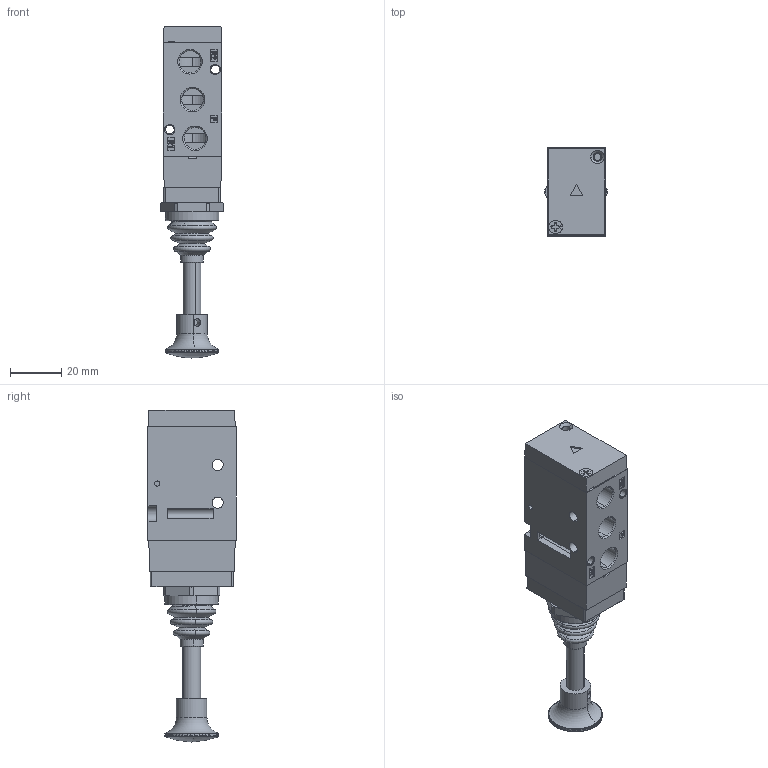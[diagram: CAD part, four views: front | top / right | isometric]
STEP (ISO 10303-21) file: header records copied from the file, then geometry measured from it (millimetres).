
FILE_DESCRIPTION (( 'STEP AP203' ), '1' );
FILE_NAME ('KMV310-S.STEP', '2013-01-31T01:25:37', ( '' ), ( '' ), 'SwSTEP 2.0', 'SolidWorks 2008', '' );
FILE_SCHEMA (( 'CONFIG_CONTROL_DESIGN' ));
Products named in the file (12): KMV310-S; Body_ル遽; BC_ル遽; BodyCover_ル遽; KMV-SWITCH_晦獄 撲薑; LEVER GUIDE_晦獄 撲薑; SHAFT_晦獄 撲薑; j-packing_ル遽; M24X3.5 NUT_晦獄 撲薑; BodyCoverBolt(M3xL10)_ル遽; HEAD_晦獄 撲薑; SemiPilot_ル遽
Assembly tree (13 placements, depth 3):
  KMV310-S
    KMV-SWITCH_晦獄 撲薑
      SHAFT_晦獄 撲薑
      BodyCoverBolt(M3xL10)_ル遽  x2
      HEAD_晦獄 撲薑
      M24X3.5 NUT_晦獄 撲薑
      LEVER GUIDE_晦獄 撲薑
      j-packing_ル遽
    Body_ル遽
    SemiPilot_ル遽
    BC_ル遽
      BodyCoverBolt(M3xL10)_ル遽
      BodyCover_ル遽
Bounding box: 24.54 x 34.5 x 130 mm (x, y, z)
Volume: 43250.5 mm3; surface area: 31177.4 mm2
Topology: 11 solids, 11 shells, 1481 faces, 3958 edges, 2547 vertices
Faces by surface type: plane 589, cylinder 379, torus 246, cone 234, bspline 31, sphere 2
Entity records: 50846 total; most frequent: CARTESIAN_POINT 15775, ORIENTED_EDGE 7328, DIRECTION 6945, EDGE_CURVE 3664, AXIS2_PLACEMENT_3D 2740, VERTEX_POINT 2383, LINE 1465, VECTOR 1465
